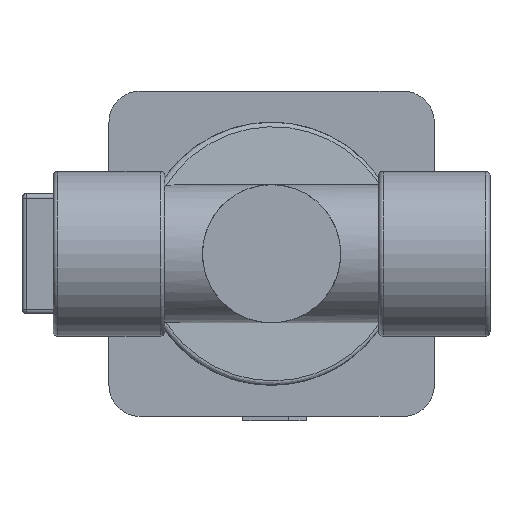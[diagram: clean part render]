
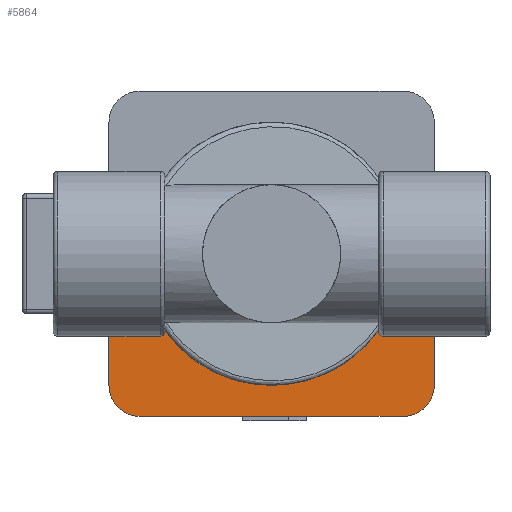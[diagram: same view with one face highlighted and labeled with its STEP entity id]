
A CAD part, front view. The second image highlights one B-rep face of the part: STEP entity #5864.
In plain terms, the highlighted planar face has unit normal (0, -1, 0).
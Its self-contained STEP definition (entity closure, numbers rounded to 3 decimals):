
#272=LINE('',#8838,#830);
#286=LINE('',#8978,#844);
#310=LINE('',#9223,#868);
#351=LINE('',#9407,#909);
#352=LINE('',#9412,#910);
#353=LINE('',#9416,#911);
#354=LINE('',#9419,#912);
#830=VECTOR('',#6845,10.);
#844=VECTOR('',#6879,10.);
#868=VECTOR('',#7025,10.);
#909=VECTOR('',#7134,10.);
#910=VECTOR('',#7141,10.);
#911=VECTOR('',#7144,10.);
#912=VECTOR('',#7147,10.);
#1408=PLANE('',#6301);
#1667=FACE_OUTER_BOUND('',#2018,.T.);
#2018=EDGE_LOOP('',(#4373,#4374,#4375,#4376,#4377,#4378,#4379,#4380,#4381,
#4382,#4383,#4384));
#2345=CIRCLE('',#6192,1.);
#2347=CIRCLE('',#6196,1.);
#2389=CIRCLE('',#6300,29.5);
#2390=CIRCLE('',#6302,7.);
#2391=CIRCLE('',#6303,7.);
#2634=VERTEX_POINT('',#8831);
#2635=VERTEX_POINT('',#8833);
#2636=VERTEX_POINT('',#8837);
#2642=VERTEX_POINT('',#8898);
#2643=VERTEX_POINT('',#8900);
#2654=VERTEX_POINT('',#8976);
#2688=VERTEX_POINT('',#9222);
#2723=VERTEX_POINT('',#9405);
#2724=VERTEX_POINT('',#9411);
#2725=VERTEX_POINT('',#9413);
#2726=VERTEX_POINT('',#9415);
#2727=VERTEX_POINT('',#9417);
#3217=EDGE_CURVE('',#2634,#2635,#2345,.F.);
#3219=EDGE_CURVE('',#2636,#2635,#272,.T.);
#3227=EDGE_CURVE('',#2642,#2643,#2347,.F.);
#3243=EDGE_CURVE('',#2642,#2654,#286,.T.);
#3303=EDGE_CURVE('',#2688,#2643,#310,.T.);
#3358=EDGE_CURVE('',#2634,#2723,#351,.T.);
#3359=EDGE_CURVE('',#2654,#2636,#2389,.T.);
#3360=EDGE_CURVE('',#2724,#2723,#352,.T.);
#3361=EDGE_CURVE('',#2725,#2724,#2390,.T.);
#3362=EDGE_CURVE('',#2726,#2725,#353,.T.);
#3363=EDGE_CURVE('',#2727,#2726,#2391,.T.);
#3364=EDGE_CURVE('',#2688,#2727,#354,.T.);
#4373=ORIENTED_EDGE('',*,*,#3219,.T.);
#4374=ORIENTED_EDGE('',*,*,#3217,.F.);
#4375=ORIENTED_EDGE('',*,*,#3358,.T.);
#4376=ORIENTED_EDGE('',*,*,#3360,.F.);
#4377=ORIENTED_EDGE('',*,*,#3361,.F.);
#4378=ORIENTED_EDGE('',*,*,#3362,.F.);
#4379=ORIENTED_EDGE('',*,*,#3363,.F.);
#4380=ORIENTED_EDGE('',*,*,#3364,.F.);
#4381=ORIENTED_EDGE('',*,*,#3303,.T.);
#4382=ORIENTED_EDGE('',*,*,#3227,.F.);
#4383=ORIENTED_EDGE('',*,*,#3243,.T.);
#4384=ORIENTED_EDGE('',*,*,#3359,.T.);
#5864=ADVANCED_FACE('',(#1667),#1408,.F.);
#6192=AXIS2_PLACEMENT_3D('',#8834,#6840,#6841);
#6196=AXIS2_PLACEMENT_3D('',#8901,#6854,#6855);
#6300=AXIS2_PLACEMENT_3D('',#9409,#7137,#7138);
#6301=AXIS2_PLACEMENT_3D('',#9410,#7139,#7140);
#6302=AXIS2_PLACEMENT_3D('',#9414,#7142,#7143);
#6303=AXIS2_PLACEMENT_3D('',#9418,#7145,#7146);
#6840=DIRECTION('center_axis',(0.,1.,0.));
#6841=DIRECTION('ref_axis',(0.707,0.,-0.707));
#6845=DIRECTION('',(0.,0.,-1.));
#6854=DIRECTION('center_axis',(0.,1.,0.));
#6855=DIRECTION('ref_axis',(-0.707,0.,-0.707));
#6879=DIRECTION('',(0.,0.,1.));
#7025=DIRECTION('',(-1.,0.,0.));
#7134=DIRECTION('',(-1.,0.,0.));
#7137=DIRECTION('center_axis',(0.,1.,0.));
#7138=DIRECTION('ref_axis',(1.,0.,0.));
#7139=DIRECTION('center_axis',(0.,1.,0.));
#7140=DIRECTION('ref_axis',(0.,0.,1.));
#7141=DIRECTION('',(0.,0.,1.));
#7142=DIRECTION('center_axis',(0.,1.,0.));
#7143=DIRECTION('ref_axis',(0.,0.,-1.));
#7144=DIRECTION('',(-1.,0.,0.));
#7145=DIRECTION('center_axis',(0.,1.,0.));
#7146=DIRECTION('ref_axis',(1.,0.,0.));
#7147=DIRECTION('',(0.,0.,-1.));
#8831=CARTESIAN_POINT('',(-25.,0.,-18.499));
#8833=CARTESIAN_POINT('',(-24.,0.,-17.499));
#8834=CARTESIAN_POINT('Origin',(-25.,0.,-17.499));
#8837=CARTESIAN_POINT('',(-24.,0.,-17.154));
#8838=CARTESIAN_POINT('',(-24.,0.,0.));
#8898=CARTESIAN_POINT('',(24.,0.,-17.499));
#8900=CARTESIAN_POINT('',(25.,0.,-18.499));
#8901=CARTESIAN_POINT('Origin',(25.,0.,-17.499));
#8976=CARTESIAN_POINT('',(24.,0.,-17.154));
#8978=CARTESIAN_POINT('',(24.,0.,0.));
#9222=CARTESIAN_POINT('',(36.5,0.,-18.499));
#9223=CARTESIAN_POINT('',(24.5,0.,-18.499));
#9405=CARTESIAN_POINT('',(-36.5,0.,-18.499));
#9407=CARTESIAN_POINT('',(-24.5,0.,-18.499));
#9409=CARTESIAN_POINT('Origin',(0.,0.,0.));
#9410=CARTESIAN_POINT('Origin',(0.,0.,0.));
#9411=CARTESIAN_POINT('',(-36.5,0.,-29.5));
#9412=CARTESIAN_POINT('',(-36.5,0.,-29.5));
#9413=CARTESIAN_POINT('',(-29.5,0.,-36.5));
#9414=CARTESIAN_POINT('Origin',(-29.5,0.,-29.5));
#9415=CARTESIAN_POINT('',(29.5,0.,-36.5));
#9416=CARTESIAN_POINT('',(29.5,0.,-36.5));
#9417=CARTESIAN_POINT('',(36.5,0.,-29.5));
#9418=CARTESIAN_POINT('Origin',(29.5,0.,-29.5));
#9419=CARTESIAN_POINT('',(36.5,0.,29.5));
